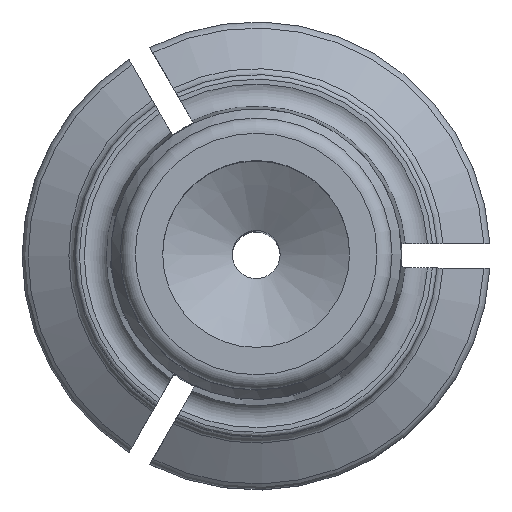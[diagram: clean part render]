
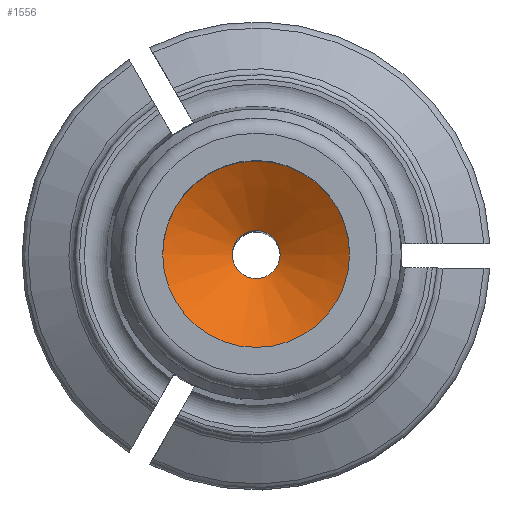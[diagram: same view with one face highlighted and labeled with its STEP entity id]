
A CAD part, top view. The second image highlights one B-rep face of the part: STEP entity #1556.
In plain terms, the highlighted conical face has half-angle 60 degrees and reference radius 3.094 mm.
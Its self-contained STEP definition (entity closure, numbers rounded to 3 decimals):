
#391=ORIENTED_EDGE('',*,*,#677,.F.);
#392=ORIENTED_EDGE('',*,*,#697,.F.);
#677=EDGE_CURVE('',#813,#813,#889,.T.);
#697=EDGE_CURVE('',#833,#833,#897,.T.);
#813=VERTEX_POINT('',#2409);
#833=VERTEX_POINT('',#2549);
#889=CIRCLE('',#1661,3.094);
#897=CIRCLE('',#1673,0.794);
#963=EDGE_LOOP('',(#391));
#964=EDGE_LOOP('',(#392));
#1039=FACE_BOUND('',#963,.T.);
#1040=FACE_BOUND('',#964,.T.);
#1073=CONICAL_SURFACE('',#1674,3.094,1.047);
#1556=ADVANCED_FACE('',(#1039,#1040),#1073,.F.);
#1661=AXIS2_PLACEMENT_3D('',#2408,#1895,#1896);
#1673=AXIS2_PLACEMENT_3D('',#2548,#1925,#1926);
#1674=AXIS2_PLACEMENT_3D('',#2550,#1927,#1928);
#1895=DIRECTION('',(0.,0.,-1.));
#1896=DIRECTION('',(-1.,0.,0.));
#1925=DIRECTION('',(0.,0.,1.));
#1926=DIRECTION('',(1.,0.,0.));
#1927=DIRECTION('',(0.,0.,1.));
#1928=DIRECTION('',(-1.,0.,0.));
#2408=CARTESIAN_POINT('',(0.,0.,30.));
#2409=CARTESIAN_POINT('',(-3.094,0.,30.));
#2548=CARTESIAN_POINT('',(0.,0.,28.672));
#2549=CARTESIAN_POINT('',(0.794,0.,28.672));
#2550=CARTESIAN_POINT('',(0.,0.,30.));
